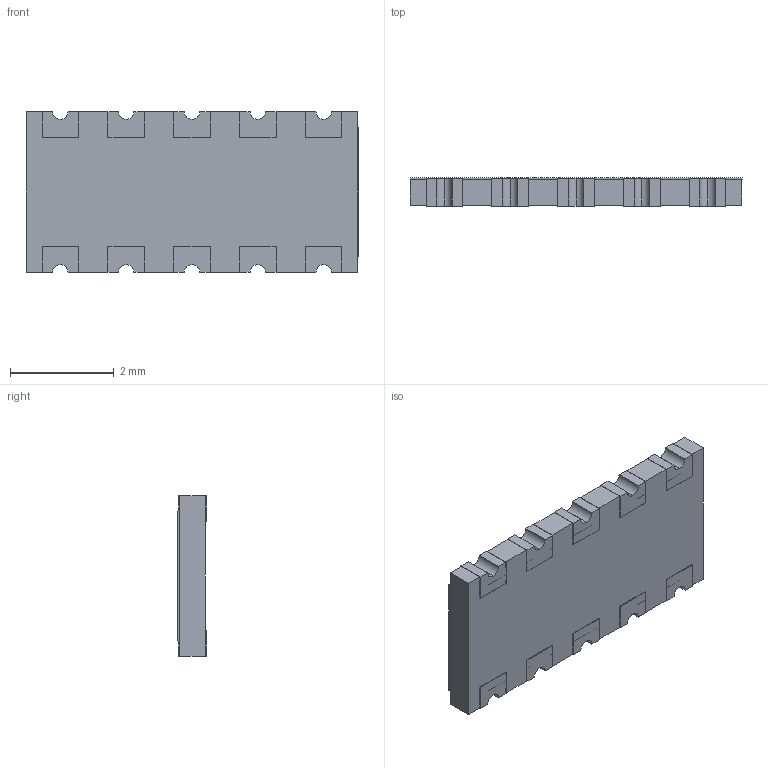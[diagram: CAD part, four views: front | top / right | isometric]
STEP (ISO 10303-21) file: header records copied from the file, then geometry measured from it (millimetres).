
FILE_DESCRIPTION (( 'STEP AP214' ), '1' );
FILE_NAME ('EXB-A10P104J.STEP', '2018-10-12T20:37:09', ( '' ), ( '' ), 'SwSTEP 2.0', 'SolidWorks 2017', '' );
FILE_SCHEMA (( 'AUTOMOTIVE_DESIGN' ));
Length unit declared in the file: millimetre
Products named in the file (1): EXB-A10P104J
Bounding box: 6.4 x 0.55 x 3.1 mm (x, y, z)
Volume: 10.4 mm3; surface area: 98.5 mm2
Topology: 12 solids, 12 shells, 157 faces, 399 edges, 266 vertices
Faces by surface type: plane 142, cylinder 15
Entity records: 4796 total; most frequent: CARTESIAN_POINT 823, ORIENTED_EDGE 798, DIRECTION 745, EDGE_CURVE 399, LINE 369, VECTOR 369, VERTEX_POINT 266, AXIS2_PLACEMENT_3D 188
